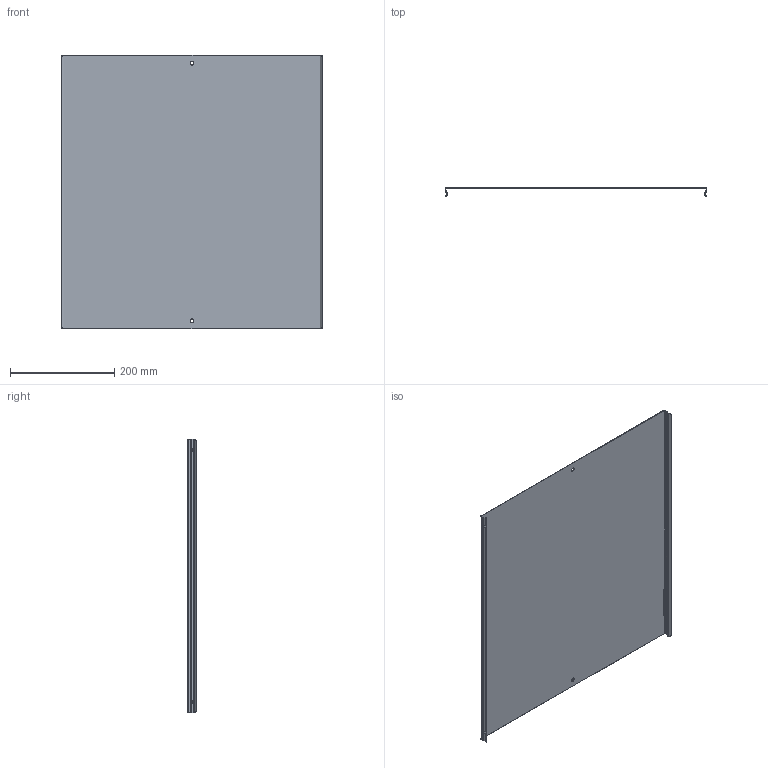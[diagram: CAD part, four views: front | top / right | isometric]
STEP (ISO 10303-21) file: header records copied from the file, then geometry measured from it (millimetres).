
FILE_DESCRIPTION (( 'STEP AP203' ), '1' );
FILE_NAME ('LE-KU06-500 LESTA Êðûøêà ïîâ. âåðò. øàðíèðí. îñí. 500ìì IEK.STEP', '2023-03-23T06:34:44', ( '' ), ( '' ), 'SwSTEP 2.0', 'SolidWorks 2022', '' );
FILE_SCHEMA (( 'CONFIG_CONTROL_DESIGN' ));
Length unit declared in the file: millimetre
Products named in the file (1): LE-KU06-500 LESTA Крышка пов. верт. шарнирн. осн. 500мм IEK
Bounding box: 503.11 x 18.11 x 525 mm (x, y, z)
Volume: 339856.3 mm3; surface area: 569104.6 mm2
Topology: 1 solids, 1 shells, 78 faces, 188 edges, 104 vertices
Faces by surface type: plane 42, cylinder 32, bspline 4
Entity records: 2735 total; most frequent: CARTESIAN_POINT 869, ORIENTED_EDGE 376, DIRECTION 370, EDGE_CURVE 188, AXIS2_PLACEMENT_3D 131, LINE 108, VECTOR 108, VERTEX_POINT 104
